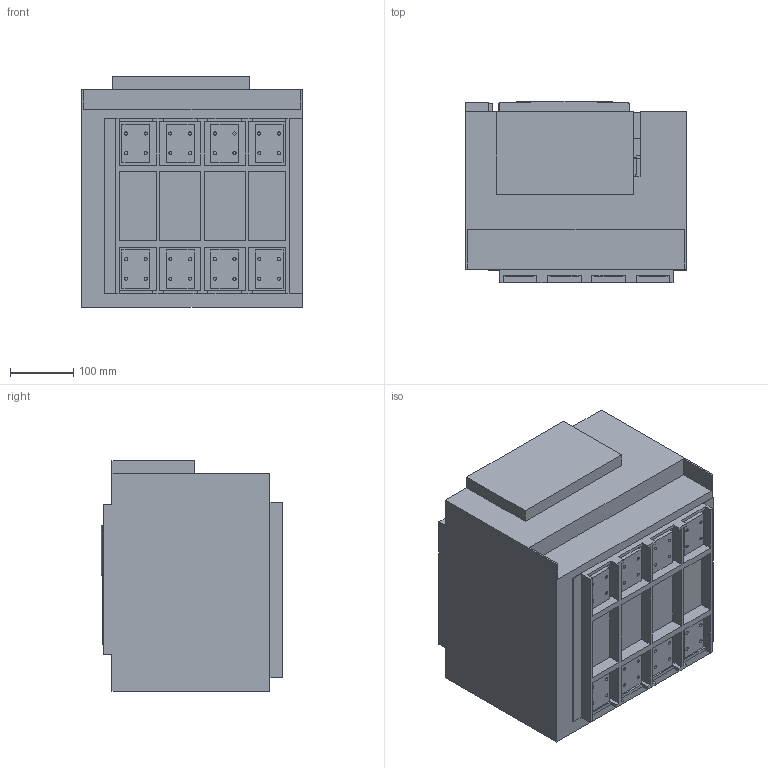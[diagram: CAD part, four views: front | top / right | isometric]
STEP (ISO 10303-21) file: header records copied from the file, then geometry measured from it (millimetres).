
FILE_DESCRIPTION(('CATIA V5 STEP Exchange'),'2;1');
FILE_NAME('1SDH001336R0065_E1.2_IV_W_AllCATPart.stp','2014-09-18T15:53:36+00:00',('none'),('none'),'CATIA Version 5 Release 20 SP 6 (IN-10)','CATIA V5 STEP AP214','none');
FILE_SCHEMA(('AUTOMOTIVE_DESIGN { 1 0 10303 214 1 1 1 1 }'));
Length unit declared in the file: millimetre
Products named in the file (1): E1.2_IV_W_AllCATPart
Bounding box: 348 x 285.77 x 363.5 mm (x, y, z)
Volume: 18034643.5 mm3; surface area: 1643009.9 mm2
Topology: 5 solids, 5 shells, 1038 faces, 2807 edges, 1831 vertices
Faces by surface type: plane 689, cylinder 290, torus 45, sphere 9, bspline 5
Entity records: 34964 total; most frequent: CARTESIAN_POINT 6904, ORIENTED_EDGE 5592, DIRECTION 3978, EDGE_CURVE 2796, VECTOR 2093, LINE 2093, VERTEX_POINT 1831, AXIS2_PLACEMENT_3D 1243
